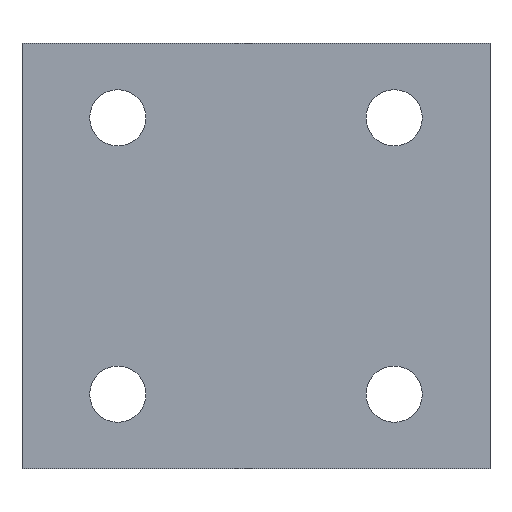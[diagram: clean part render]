
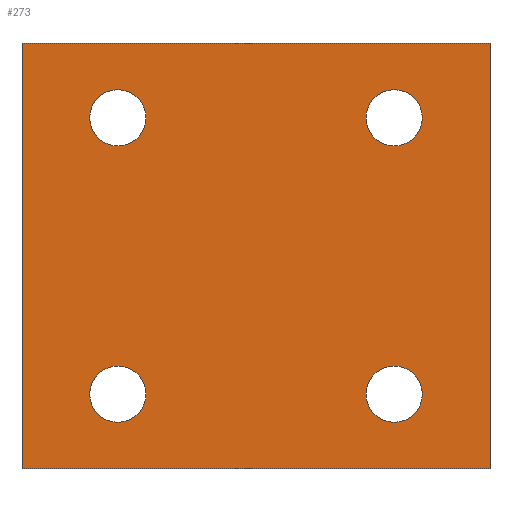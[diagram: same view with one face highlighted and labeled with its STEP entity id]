
A CAD part, front view. The second image highlights one B-rep face of the part: STEP entity #273.
In plain terms, the highlighted planar face has unit normal (0, -1, 0).
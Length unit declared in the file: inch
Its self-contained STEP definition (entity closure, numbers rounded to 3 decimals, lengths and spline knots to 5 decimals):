
#15=LINE('',#459,#27);
#19=LINE('',#467,#31);
#22=LINE('',#473,#34);
#25=LINE('',#478,#37);
#27=VECTOR('',#389,0.3937);
#31=VECTOR('',#395,0.3937);
#34=VECTOR('',#400,0.3937);
#37=VECTOR('',#405,0.3937);
#47=PLANE('',#327);
#61=FACE_BOUND('',#116,.T.);
#62=FACE_BOUND('',#117,.T.);
#63=FACE_BOUND('',#118,.T.);
#64=FACE_BOUND('',#119,.T.);
#85=FACE_OUTER_BOUND('',#115,.T.);
#115=EDGE_LOOP('',(#233,#234,#235,#236));
#116=EDGE_LOOP('',(#237));
#117=EDGE_LOOP('',(#238));
#118=EDGE_LOOP('',(#239));
#119=EDGE_LOOP('',(#240));
#133=CIRCLE('',#312,0.165);
#135=CIRCLE('',#315,0.165);
#137=CIRCLE('',#318,0.165);
#139=CIRCLE('',#321,0.165);
#149=VERTEX_POINT('',#437);
#151=VERTEX_POINT('',#442);
#153=VERTEX_POINT('',#447);
#155=VERTEX_POINT('',#452);
#157=VERTEX_POINT('',#457);
#158=VERTEX_POINT('',#458);
#161=VERTEX_POINT('',#466);
#163=VERTEX_POINT('',#472);
#173=EDGE_CURVE('',#149,#149,#133,.T.);
#175=EDGE_CURVE('',#151,#151,#135,.T.);
#177=EDGE_CURVE('',#153,#153,#137,.T.);
#179=EDGE_CURVE('',#155,#155,#139,.T.);
#181=EDGE_CURVE('',#157,#158,#15,.T.);
#185=EDGE_CURVE('',#158,#161,#19,.T.);
#188=EDGE_CURVE('',#161,#163,#22,.T.);
#191=EDGE_CURVE('',#163,#157,#25,.T.);
#233=ORIENTED_EDGE('',*,*,#191,.T.);
#234=ORIENTED_EDGE('',*,*,#181,.T.);
#235=ORIENTED_EDGE('',*,*,#185,.T.);
#236=ORIENTED_EDGE('',*,*,#188,.T.);
#237=ORIENTED_EDGE('',*,*,#173,.T.);
#238=ORIENTED_EDGE('',*,*,#175,.T.);
#239=ORIENTED_EDGE('',*,*,#177,.T.);
#240=ORIENTED_EDGE('',*,*,#179,.T.);
#273=ADVANCED_FACE('',(#85,#61,#62,#63,#64),#47,.T.);
#312=AXIS2_PLACEMENT_3D('',#438,#365,#366);
#315=AXIS2_PLACEMENT_3D('',#443,#371,#372);
#318=AXIS2_PLACEMENT_3D('',#448,#377,#378);
#321=AXIS2_PLACEMENT_3D('',#453,#383,#384);
#327=AXIS2_PLACEMENT_3D('',#480,#407,#408);
#365=DIRECTION('center_axis',(0.,1.,0.));
#366=DIRECTION('ref_axis',(-1.,0.,0.));
#371=DIRECTION('center_axis',(0.,1.,0.));
#372=DIRECTION('ref_axis',(-1.,0.,0.));
#377=DIRECTION('center_axis',(0.,1.,0.));
#378=DIRECTION('ref_axis',(-1.,0.,0.));
#383=DIRECTION('center_axis',(0.,1.,0.));
#384=DIRECTION('ref_axis',(-1.,0.,0.));
#389=DIRECTION('',(0.,0.,-1.));
#395=DIRECTION('',(1.,0.,0.));
#400=DIRECTION('',(0.,0.,1.));
#405=DIRECTION('',(-1.,0.,0.));
#407=DIRECTION('center_axis',(0.,-1.,0.));
#408=DIRECTION('ref_axis',(0.,0.,-1.));
#437=CARTESIAN_POINT('',(0.977,0.,0.812));
#438=CARTESIAN_POINT('Origin',(0.812,0.,0.812));
#442=CARTESIAN_POINT('',(0.977,0.,-0.812));
#443=CARTESIAN_POINT('Origin',(0.812,0.,-0.812));
#447=CARTESIAN_POINT('',(-0.647,0.,0.812));
#448=CARTESIAN_POINT('Origin',(-0.812,0.,0.812));
#452=CARTESIAN_POINT('',(-0.647,0.,-0.812));
#453=CARTESIAN_POINT('Origin',(-0.812,0.,-0.812));
#457=CARTESIAN_POINT('',(-1.375,0.,1.25));
#458=CARTESIAN_POINT('',(-1.375,0.,-1.25));
#459=CARTESIAN_POINT('',(-1.375,0.,1.25));
#466=CARTESIAN_POINT('',(1.375,0.,-1.25));
#467=CARTESIAN_POINT('',(-1.375,0.,-1.25));
#472=CARTESIAN_POINT('',(1.375,0.,1.25));
#473=CARTESIAN_POINT('',(1.375,0.,-1.25));
#478=CARTESIAN_POINT('',(1.375,0.,1.25));
#480=CARTESIAN_POINT('Origin',(0.,0.,0.));
